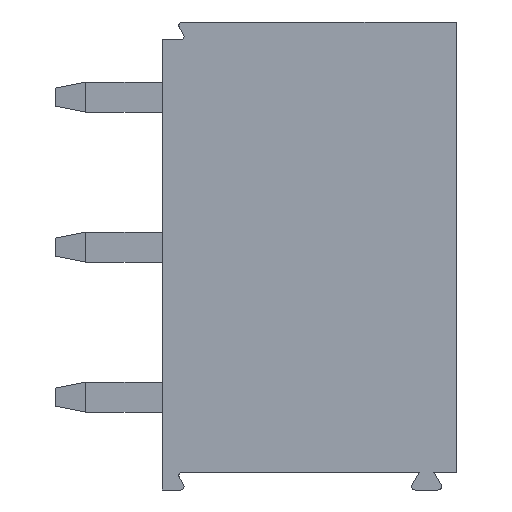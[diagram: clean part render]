
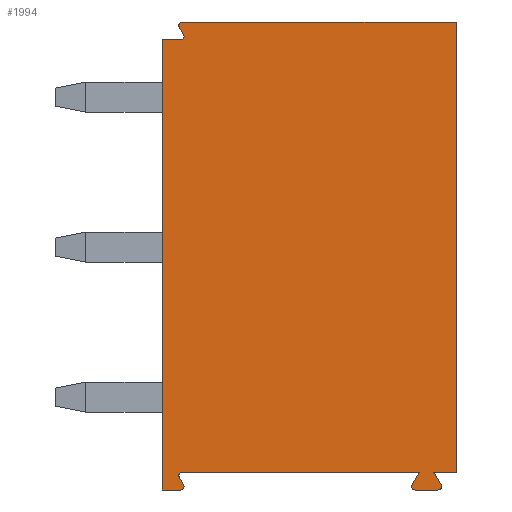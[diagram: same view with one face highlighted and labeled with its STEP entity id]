
A CAD part, front view. The second image highlights one B-rep face of the part: STEP entity #1994.
In plain terms, the highlighted planar face has unit normal (0, -1, 0).
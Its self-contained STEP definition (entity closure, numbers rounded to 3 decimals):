
#17=DIRECTION('',(1.,0.,0.));
#18=VECTOR('',#17,7.893);
#19=CARTESIAN_POINT('',(-4.225,-7.4,-12.5));
#20=LINE('',#19,#18);
#33=DIRECTION('',(1.,0.,0.));
#34=VECTOR('',#33,0.748);
#35=CARTESIAN_POINT('',(4.152,-7.4,-12.5));
#36=LINE('',#35,#34);
#189=DIRECTION('',(1.,0.,0.));
#190=VECTOR('',#189,0.606);
#191=CARTESIAN_POINT('',(-4.9,-7.4,1.9));
#192=LINE('',#191,#190);
#193=CARTESIAN_POINT('',(-4.294,-7.4,2.02));
#194=DIRECTION('',(0.,1.,0.));
#195=DIRECTION('',(0.866,0.,0.5));
#196=AXIS2_PLACEMENT_3D('',#193,#194,#195);
#198=DIRECTION('',(0.5,0.,-0.866));
#199=VECTOR('',#198,0.277);
#200=CARTESIAN_POINT('',(-4.329,-7.4,2.32));
#201=LINE('',#200,#199);
#202=CARTESIAN_POINT('',(-4.225,-7.4,2.38));
#203=DIRECTION('',(0.,1.,0.));
#204=DIRECTION('',(-0.866,0.,-0.5));
#205=AXIS2_PLACEMENT_3D('',#202,#203,#204);
#207=DIRECTION('',(0.5,0.,-0.866));
#208=VECTOR('',#207,0.485);
#209=CARTESIAN_POINT('',(4.152,-7.4,-12.5));
#210=LINE('',#209,#208);
#211=CARTESIAN_POINT('',(4.291,-7.4,-12.98));
#212=DIRECTION('',(0.,1.,0.));
#213=DIRECTION('',(0.866,0.,0.5));
#214=AXIS2_PLACEMENT_3D('',#211,#212,#213);
#216=DIRECTION('',(-1.,0.,0.));
#217=VECTOR('',#216,0.762);
#218=CARTESIAN_POINT('',(4.291,-7.4,-13.1));
#219=LINE('',#218,#217);
#220=CARTESIAN_POINT('',(3.529,-7.4,-12.98));
#221=DIRECTION('',(0.,1.,0.));
#222=DIRECTION('',(0.,0.,-1.));
#223=AXIS2_PLACEMENT_3D('',#220,#221,#222);
#225=DIRECTION('',(0.5,0.,0.866));
#226=VECTOR('',#225,0.485);
#227=CARTESIAN_POINT('',(3.425,-7.4,-12.92));
#228=LINE('',#227,#226);
#229=CARTESIAN_POINT('',(-4.225,-7.4,-12.62));
#230=DIRECTION('',(0.,-1.,0.));
#231=DIRECTION('',(0.,0.,1.));
#232=AXIS2_PLACEMENT_3D('',#229,#230,#231);
#234=DIRECTION('',(0.5,0.,-0.866));
#235=VECTOR('',#234,0.277);
#236=CARTESIAN_POINT('',(-4.329,-7.4,-12.68));
#237=LINE('',#236,#235);
#238=CARTESIAN_POINT('',(-4.294,-7.4,-12.98));
#239=DIRECTION('',(0.,1.,0.));
#240=DIRECTION('',(0.866,0.,0.5));
#241=AXIS2_PLACEMENT_3D('',#238,#239,#240);
#243=DIRECTION('',(-1.,0.,0.));
#244=VECTOR('',#243,0.606);
#245=CARTESIAN_POINT('',(-4.294,-7.4,-13.1));
#246=LINE('',#245,#244);
#255=DIRECTION('',(0.,0.,-1.));
#256=VECTOR('',#255,15.);
#257=CARTESIAN_POINT('',(-4.9,-7.4,1.9));
#258=LINE('',#257,#256);
#561=DIRECTION('',(1.,0.,0.));
#562=VECTOR('',#561,9.125);
#563=CARTESIAN_POINT('',(-4.225,-7.4,2.5));
#564=LINE('',#563,#562);
#619=DIRECTION('',(0.,0.,1.));
#620=VECTOR('',#619,15.);
#621=CARTESIAN_POINT('',(4.9,-7.4,-12.5));
#622=LINE('',#621,#620);
#1427=CARTESIAN_POINT('',(4.9,-7.4,-12.5));
#1429=VERTEX_POINT('',#1427);
#1443=CARTESIAN_POINT('',(4.9,-7.4,2.5));
#1445=VERTEX_POINT('',#1443);
#1459=CARTESIAN_POINT('',(-4.225,-7.4,-12.5));
#1460=CARTESIAN_POINT('',(3.668,-7.4,-12.5));
#1461=VERTEX_POINT('',#1459);
#1462=VERTEX_POINT('',#1460);
#1463=CARTESIAN_POINT('',(4.152,-7.4,-12.5));
#1464=VERTEX_POINT('',#1463);
#1471=CARTESIAN_POINT('',(4.395,-7.4,-12.92));
#1472=CARTESIAN_POINT('',(4.291,-7.4,-13.1));
#1473=VERTEX_POINT('',#1471);
#1474=VERTEX_POINT('',#1472);
#1475=CARTESIAN_POINT('',(3.529,-7.4,-13.1));
#1476=VERTEX_POINT('',#1475);
#1477=CARTESIAN_POINT('',(3.425,-7.4,-12.92));
#1478=VERTEX_POINT('',#1477);
#1479=CARTESIAN_POINT('',(-4.329,-7.4,-12.68));
#1480=CARTESIAN_POINT('',(-4.19,-7.4,-12.92));
#1481=VERTEX_POINT('',#1479);
#1482=VERTEX_POINT('',#1480);
#1483=CARTESIAN_POINT('',(-4.294,-7.4,-13.1));
#1484=VERTEX_POINT('',#1483);
#1485=CARTESIAN_POINT('',(-4.9,-7.4,-13.1));
#1486=VERTEX_POINT('',#1485);
#1503=CARTESIAN_POINT('',(-4.225,-7.4,2.5));
#1505=VERTEX_POINT('',#1503);
#1507=CARTESIAN_POINT('',(-4.9,-7.4,1.9));
#1509=VERTEX_POINT('',#1507);
#1511=CARTESIAN_POINT('',(-4.294,-7.4,1.9));
#1512=VERTEX_POINT('',#1511);
#1513=CARTESIAN_POINT('',(-4.329,-7.4,2.32));
#1514=VERTEX_POINT('',#1513);
#1515=CARTESIAN_POINT('',(-4.19,-7.4,2.08));
#1516=VERTEX_POINT('',#1515);
#1955=CARTESIAN_POINT('',(-4.9,-7.4,-12.5));
#1956=DIRECTION('',(0.,-1.,0.));
#1957=DIRECTION('',(1.,0.,0.));
#1958=AXIS2_PLACEMENT_3D('',#1955,#1956,#1957);
#1959=PLANE('',#1958);
#1961=ORIENTED_EDGE('',*,*,#1960,.T.);
#1963=ORIENTED_EDGE('',*,*,#1962,.F.);
#1965=ORIENTED_EDGE('',*,*,#1964,.F.);
#1967=ORIENTED_EDGE('',*,*,#1966,.T.);
#1969=ORIENTED_EDGE('',*,*,#1968,.T.);
#1971=ORIENTED_EDGE('',*,*,#1970,.F.);
#1972=ORIENTED_EDGE('',*,*,#1826,.F.);
#1974=ORIENTED_EDGE('',*,*,#1973,.T.);
#1976=ORIENTED_EDGE('',*,*,#1975,.T.);
#1978=ORIENTED_EDGE('',*,*,#1977,.T.);
#1980=ORIENTED_EDGE('',*,*,#1979,.T.);
#1981=ORIENTED_EDGE('',*,*,#1947,.T.);
#1982=ORIENTED_EDGE('',*,*,#1818,.F.);
#1983=ORIENTED_EDGE('',*,*,#1857,.T.);
#1985=ORIENTED_EDGE('',*,*,#1984,.T.);
#1987=ORIENTED_EDGE('',*,*,#1986,.T.);
#1989=ORIENTED_EDGE('',*,*,#1988,.T.);
#1991=ORIENTED_EDGE('',*,*,#1990,.F.);
#1992=EDGE_LOOP('',(#1961,#1963,#1965,#1967,#1969,#1971,#1972,#1974,#1976,#1978,
#1980,#1981,#1982,#1983,#1985,#1987,#1989,#1991));
#1993=FACE_OUTER_BOUND('',#1992,.F.);
#197=CIRCLE('',#196,0.12);
#206=CIRCLE('',#205,0.12);
#215=CIRCLE('',#214,0.12);
#224=CIRCLE('',#223,0.12);
#233=CIRCLE('',#232,0.12);
#242=CIRCLE('',#241,0.12);
#1818=EDGE_CURVE('',#1461,#1462,#20,.T.);
#1826=EDGE_CURVE('',#1464,#1429,#36,.T.);
#1857=EDGE_CURVE('',#1461,#1481,#233,.T.);
#1947=EDGE_CURVE('',#1478,#1462,#228,.T.);
#1960=EDGE_CURVE('',#1509,#1512,#192,.T.);
#1962=EDGE_CURVE('',#1516,#1512,#197,.T.);
#1964=EDGE_CURVE('',#1514,#1516,#201,.T.);
#1966=EDGE_CURVE('',#1514,#1505,#206,.T.);
#1968=EDGE_CURVE('',#1505,#1445,#564,.T.);
#1970=EDGE_CURVE('',#1429,#1445,#622,.T.);
#1973=EDGE_CURVE('',#1464,#1473,#210,.T.);
#1975=EDGE_CURVE('',#1473,#1474,#215,.T.);
#1977=EDGE_CURVE('',#1474,#1476,#219,.T.);
#1979=EDGE_CURVE('',#1476,#1478,#224,.T.);
#1984=EDGE_CURVE('',#1481,#1482,#237,.T.);
#1986=EDGE_CURVE('',#1482,#1484,#242,.T.);
#1988=EDGE_CURVE('',#1484,#1486,#246,.T.);
#1990=EDGE_CURVE('',#1509,#1486,#258,.T.);
#1994=ADVANCED_FACE('',(#1993),#1959,.T.);
